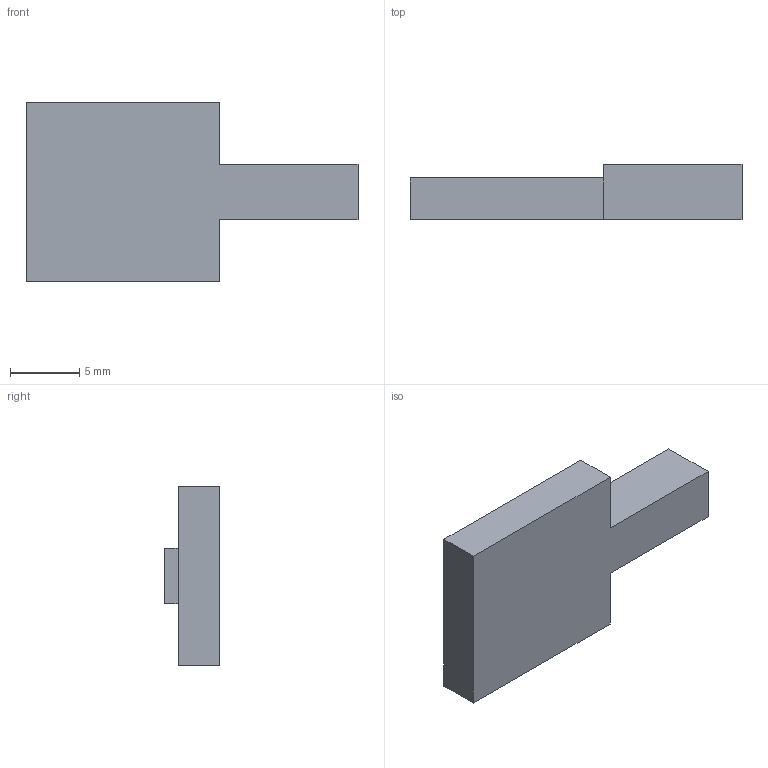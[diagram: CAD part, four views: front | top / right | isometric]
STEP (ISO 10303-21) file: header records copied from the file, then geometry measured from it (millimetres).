
FILE_DESCRIPTION(/* description */ (''),/* implementation_level */ '2;1');
FILE_NAME(/* name */ 'ppp3 v4.step',/* time_stamp */ '2023-03-13T12:57:04+10:00',/* author */ (''),/* organization */ (''),/* preprocessor_version */ 'ST-DEVELOPER v19.2',/* originating_system */ 'Autodesk Translation Framework v11.17.0.187',/* authorisation */ '');
FILE_SCHEMA (('AUTOMOTIVE_DESIGN { 1 0 10303 214 3 1 1 }'));
Length unit declared in the file: millimetre
Products named in the file (1): ppp3
Bounding box: 24 x 4 x 13 mm (x, y, z)
Volume: 706 mm3; surface area: 694 mm2
Topology: 1 solids, 1 shells, 12 faces, 28 edges, 18 vertices
Faces by surface type: plane 12
Entity records: 369 total; most frequent: CARTESIAN_POINT 59, ORIENTED_EDGE 56, DIRECTION 54, LINE 28, VECTOR 28, EDGE_CURVE 28, VERTEX_POINT 18, AXIS2_PLACEMENT_3D 13
